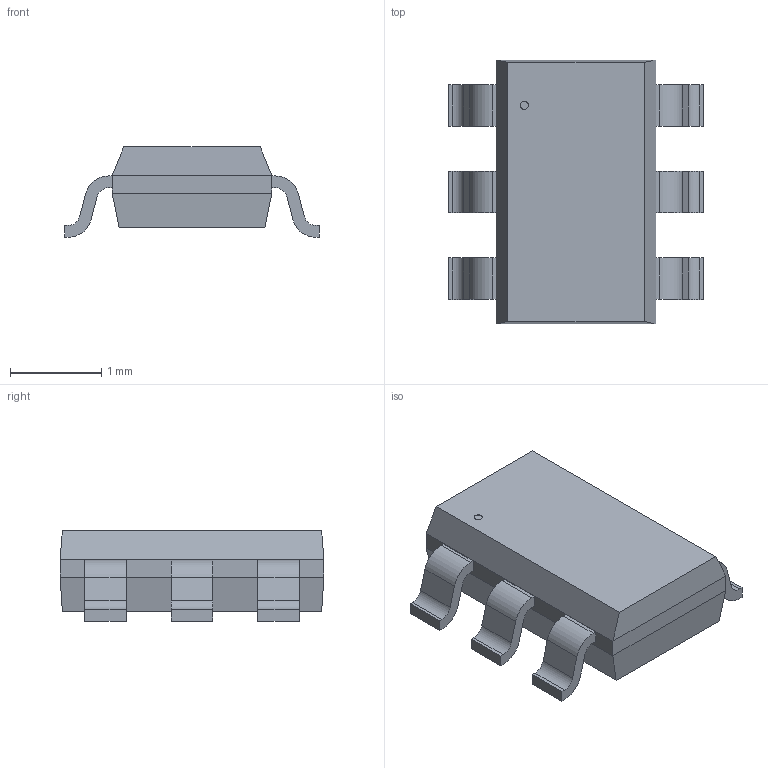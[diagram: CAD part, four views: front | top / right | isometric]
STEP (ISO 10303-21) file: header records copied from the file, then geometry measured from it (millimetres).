
FILE_DESCRIPTION(('STEP AP214'),'1');
FILE_NAME('TSOT-23_S6-L','2019-08-18T10:34:16',(''),(''),'','','');
FILE_SCHEMA(('AUTOMOTIVE_DESIGN'));
Length unit declared in the file: millimetre
Products named in the file (1): product
Bounding box: 2.79 x 2.9 x 0.99 mm (x, y, z)
Volume: 0 mm3; surface area: 23.8 mm2
Topology: 1 solids, 99 shells, 101 faces, 491 edges, 490 vertices
Faces by surface type: plane 76, cylinder 25
Full cylindrical faces by diameter (mm): 0.088 x1
Entity records: 5482 total; most frequent: CARTESIAN_POINT 1083, VERTEX_POINT 978, DIRECTION 794, ORIENTED_EDGE 492, EDGE_CURVE 490, LINE 392, VECTOR 392, AXIS2_PLACEMENT_3D 201
